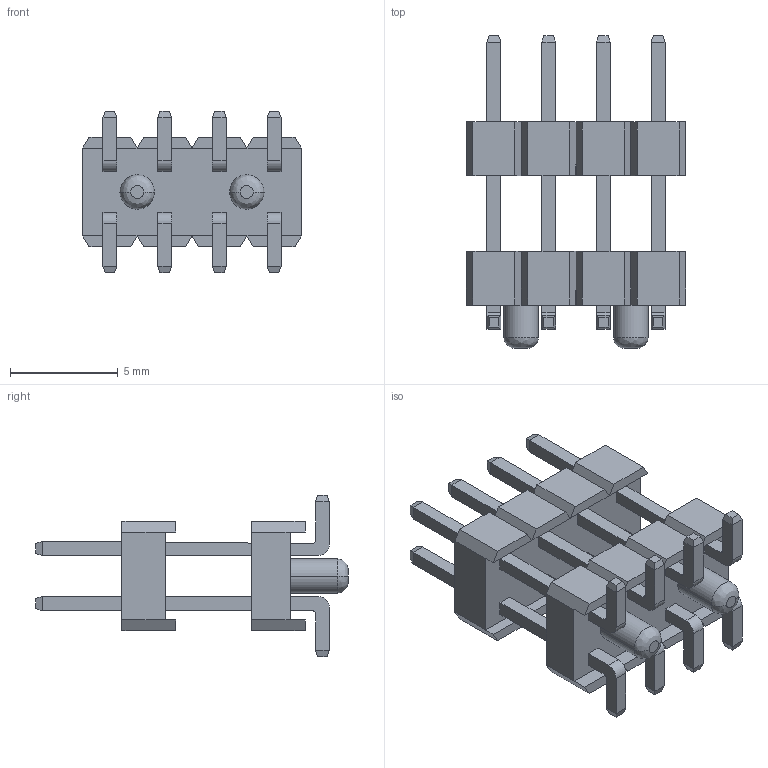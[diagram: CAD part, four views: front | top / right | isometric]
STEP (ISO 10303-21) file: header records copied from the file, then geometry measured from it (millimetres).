
FILE_DESCRIPTION((''),'2;1');
FILE_NAME('FPH25474-D08S1004110912M','2023-06-02T',('工程三'),(''),'PRO/ENGINEER BY PARAMETRIC TECHNOLOGY CORPORATION, 2010280','PRO/ENGINEER BY PARAMETRIC TECHNOLOGY CORPORATION, 2010280','');
FILE_SCHEMA(('CONFIG_CONTROL_DESIGN'));
Length unit declared in the file: millimetre
Products named in the file (1): FPH25474-D08S1004110912M
Bounding box: 10.16 x 14.5 x 7.5 mm (x, y, z)
Volume: 250.8 mm3; surface area: 638 mm2
Topology: 1 solids, 1 shells, 306 faces, 784 edges, 500 vertices
Faces by surface type: plane 282, cylinder 20, bspline 4
Entity records: 9190 total; most frequent: CARTESIAN_POINT 1698, ORIENTED_EDGE 1568, DIRECTION 1436, EDGE_CURVE 784, VECTOR 736, LINE 736, VERTEX_POINT 500, AXIS2_PLACEMENT_3D 350
